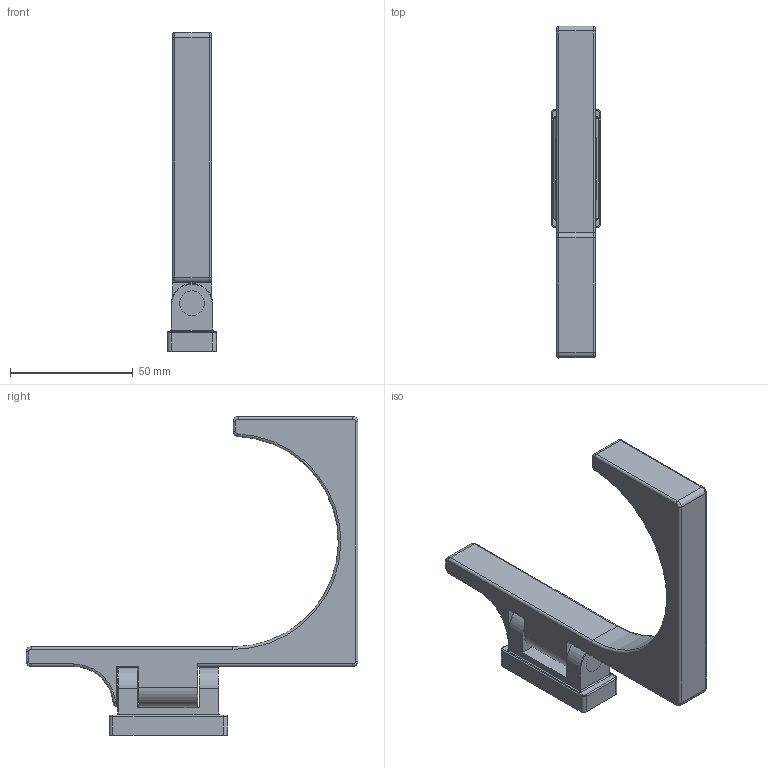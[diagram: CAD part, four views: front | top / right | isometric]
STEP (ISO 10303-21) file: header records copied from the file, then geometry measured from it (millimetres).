
FILE_DESCRIPTION((''),'2;1');
FILE_NAME('3005','2021-12-20T10:39:35',('jinson.thomas'),(''),'CREO PARAMETRIC BY PTC INC, 2018400','CREO PARAMETRIC BY PTC INC, 2018400','');
FILE_SCHEMA(('CONFIG_CONTROL_DESIGN'));
Length unit declared in the file: inch
Products named in the file (1): 3005
Bounding box: 19.99 x 134.98 x 129.67 mm (x, y, z)
Volume: 65887 mm3; surface area: 20802.9 mm2
Topology: 1 solids, 1 shells, 126 faces, 301 edges, 183 vertices
Faces by surface type: cylinder 59, plane 30, torus 20, bspline 15, cone 2
Entity records: 5562 total; most frequent: CARTESIAN_POINT 2621, DIRECTION 626, ORIENTED_EDGE 598, EDGE_CURVE 299, AXIS2_PLACEMENT_3D 249, VERTEX_POINT 183, CIRCLE 138, EDGE_LOOP 134
